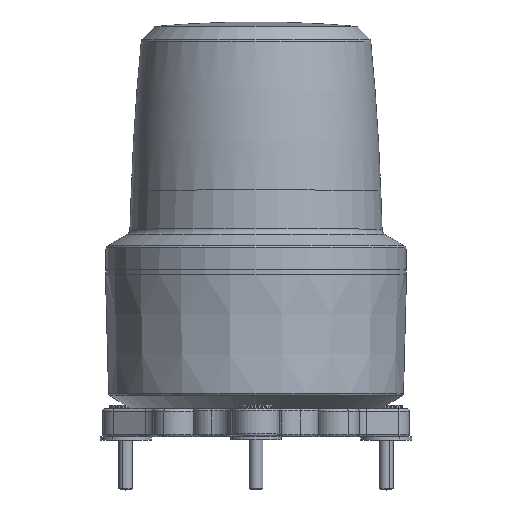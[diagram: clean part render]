
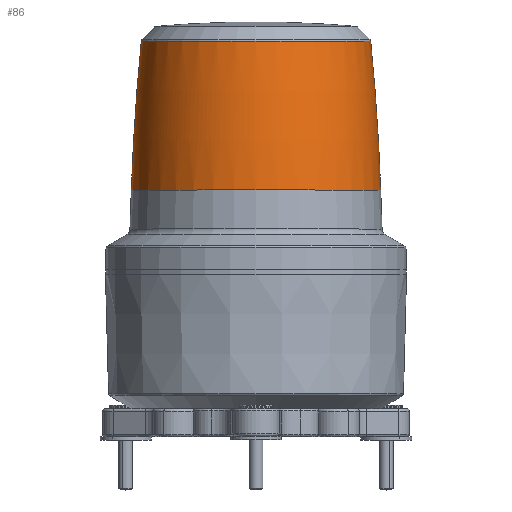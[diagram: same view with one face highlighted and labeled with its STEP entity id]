
A CAD part, top view. The second image highlights one B-rep face of the part: STEP entity #86.
In plain terms, the highlighted toroidal (fillet/blend) face has major radius 945.536 mm and minor radius 1000 mm.
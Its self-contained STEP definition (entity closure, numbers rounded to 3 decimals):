
#86=ADVANCED_FACE('NONE',(#322),#323,.T.);
#322=FACE_OUTER_BOUND('',#720,.T.);
#323=TOROIDAL_SURFACE('',#721,-945.536,1000.0);
#720=EDGE_LOOP('',(#1323,#1324,#1325,#1326));
#721=AXIS2_PLACEMENT_3D('',#1327,#1328,#1329);
#1323=ORIENTED_EDGE('',*,*,#2637,.T.);
#1324=ORIENTED_EDGE('',*,*,#2639,.T.);
#1325=ORIENTED_EDGE('',*,*,#2640,.F.);
#1326=ORIENTED_EDGE('',*,*,#2641,.F.);
#1327=CARTESIAN_POINT('',(0.0,71.483,0.0));
#1328=DIRECTION('',(0.,-1.0,0.0));
#1329=DIRECTION('',(1.0,0.,0.0));
#2637=EDGE_CURVE('NONE',#3195,#3193,#3196,.T.);
#2639=EDGE_CURVE('NONE',#3193,#3198,#3199,.T.);
#2640=EDGE_CURVE('NONE',#3200,#3198,#3201,.T.);
#2641=EDGE_CURVE('NONE',#3195,#3200,#3202,.T.);
#3193=VERTEX_POINT('NONE',#3906);
#3195=VERTEX_POINT('NONE',#3908);
#3196=CIRCLE('',#3909,49.535);
#3198=VERTEX_POINT('NONE',#3911);
#3199=CIRCLE('',#3912,1000.0);
#3200=VERTEX_POINT('NONE',#3913);
#3201=CIRCLE('',#3914,53.855);
#3202=CIRCLE('',#3915,1000.0);
#3906=CARTESIAN_POINT('',(-49.535,170.645,0.));
#3908=CARTESIAN_POINT('',(49.535,170.645,0.0));
#3909=AXIS2_PLACEMENT_3D('',#4771,#4772,#4773);
#3911=CARTESIAN_POINT('',(-53.855,106.383,0.));
#3912=AXIS2_PLACEMENT_3D('',#4777,#4778,#4779);
#3913=CARTESIAN_POINT('',(53.855,106.383,0.0));
#3914=AXIS2_PLACEMENT_3D('',#4780,#4781,#4782);
#3915=AXIS2_PLACEMENT_3D('',#4783,#4784,#4785);
#4771=CARTESIAN_POINT('',(0.,170.645,0.0));
#4772=DIRECTION('',(0.0,-1.0,0.0));
#4773=DIRECTION('',(1.0,0.0,0.0));
#4777=CARTESIAN_POINT('',(945.536,71.483,0.));
#4778=DIRECTION('',(0.,0.,1.0));
#4779=DIRECTION('',(1.0,0.,0.));
#4780=CARTESIAN_POINT('',(0.,106.383,0.0));
#4781=DIRECTION('',(0.,-1.0,0.0));
#4782=DIRECTION('',(1.0,0.,0.0));
#4783=CARTESIAN_POINT('',(-945.536,71.483,0.0));
#4784=DIRECTION('',(0.0,0.0,-1.0));
#4785=DIRECTION('',(-1.0,0.0,0.0));
